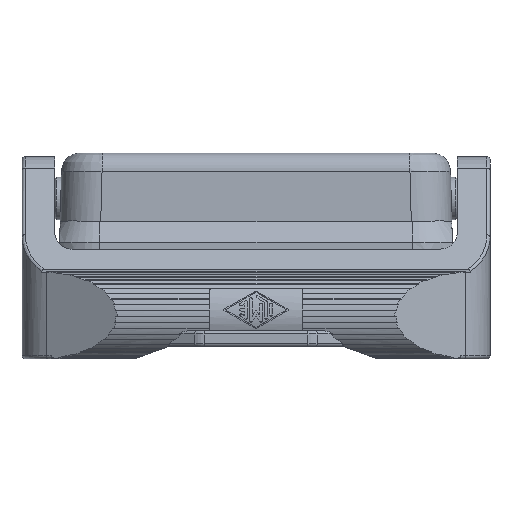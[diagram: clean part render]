
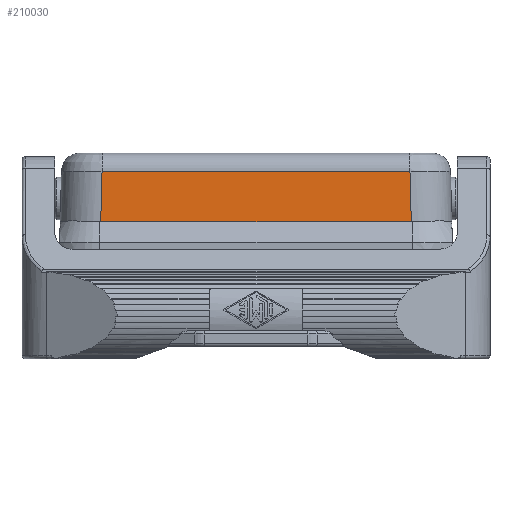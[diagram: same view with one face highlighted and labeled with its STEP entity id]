
A CAD part, front view. The second image highlights one B-rep face of the part: STEP entity #210030.
In plain terms, the highlighted face is planar.
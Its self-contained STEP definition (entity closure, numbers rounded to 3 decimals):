
#2580=CARTESIAN_POINT('',(27.579,86.953,
-0.079));
#2590=VERTEX_POINT('',#2580);
#2620=CARTESIAN_POINT('',(27.579,0.,
-0.079));
#2630=DIRECTION('',(0.,1.,0.));
#2640=VECTOR('',#2630,1.);
#2650=LINE('',#2620,#2640);
#2660=CARTESIAN_POINT('',(27.579,37.607,
-0.079));
#2670=VERTEX_POINT('',#2660);
#2680=EDGE_CURVE('',#2670,#2590,#2650,.T.);
#30120=CARTESIAN_POINT('',(27.368,87.164,
7.977));
#30130=VERTEX_POINT('',#30120);
#30380=CARTESIAN_POINT('',(27.368,37.396,
7.977));
#30390=VERTEX_POINT('',#30380);
#30420=CARTESIAN_POINT('',(27.368,0.,7.977));
#30430=DIRECTION('',(0.,1.,0.));
#30440=VECTOR('',#30430,1.);
#30450=LINE('',#30420,#30440);
#30460=EDGE_CURVE('',#30390,#30130,#30450,.T.);
#209680=CARTESIAN_POINT('',(27.582,86.95,
-0.17));
#209690=DIRECTION('',(-0.026,0.026,
0.999));
#209700=VECTOR('',#209690,1.);
#209710=LINE('',#209680,#209700);
#209720=EDGE_CURVE('',#2590,#30130,#209710,.T.);
#209870=CARTESIAN_POINT('',(27.25,0.,12.5));
#209880=DIRECTION('',(1.,0.,
0.026));
#209890=DIRECTION('',(0.026,0.,
-1.));
#209900=AXIS2_PLACEMENT_3D('',#209870,#209880,#209890);
#209910=PLANE('',#209900);
#209920=ORIENTED_EDGE('',*,*,#209720,.F.);
#209930=ORIENTED_EDGE('',*,*,#30460,.T.);
#209940=CARTESIAN_POINT('',(27.582,37.61,
-0.17));
#209950=DIRECTION('',(-0.026,-0.026,
0.999));
#209960=VECTOR('',#209950,1.);
#209970=LINE('',#209940,#209960);
#209980=EDGE_CURVE('',#2670,#30390,#209970,.T.);
#209990=ORIENTED_EDGE('',*,*,#209980,.T.);
#210000=ORIENTED_EDGE('',*,*,#2680,.F.);
#210010=EDGE_LOOP('',(#210000,#209990,#209930,#209920));
#210020=FACE_OUTER_BOUND('',#210010,.T.);
#210030=ADVANCED_FACE('',(#210020),#209910,.F.);
